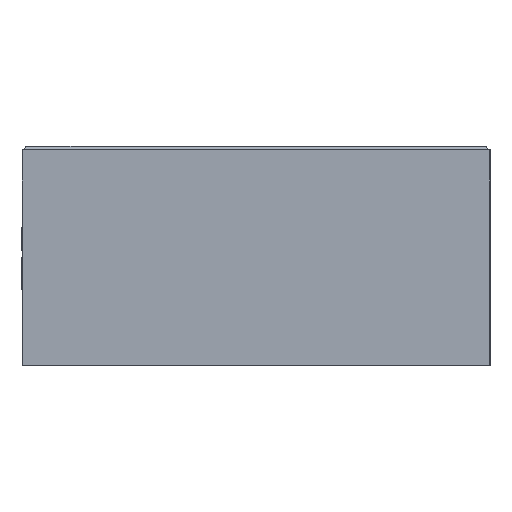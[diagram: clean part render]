
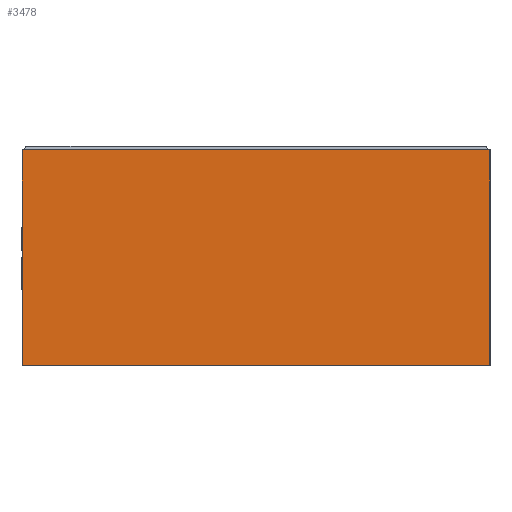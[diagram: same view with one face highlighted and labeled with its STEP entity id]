
A CAD part, left-side view. The second image highlights one B-rep face of the part: STEP entity #3478.
In plain terms, the highlighted planar face has unit normal (-1, 0, 0).
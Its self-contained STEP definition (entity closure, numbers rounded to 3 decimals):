
#183 = ORIENTED_EDGE ( 'NONE', *, *, #11483, .F. ) ;
#595 = CARTESIAN_POINT ( 'NONE',  ( -1., -0.65, 0. ) ) ;
#1630 = VECTOR ( 'NONE', #6662, 1000. ) ;
#1715 = VECTOR ( 'NONE', #7855, 1000. ) ;
#1900 = CARTESIAN_POINT ( 'NONE',  ( -1., -0.65, 0.6 ) ) ;
#2308 = DIRECTION ( 'NONE',  ( 1., 0., 0. ) ) ;
#2405 = AXIS2_PLACEMENT_3D ( 'NONE', #11240, #2308, #6298 ) ;
#2420 = VECTOR ( 'NONE', #8261, 1000. ) ;
#2436 = ORIENTED_EDGE ( 'NONE', *, *, #8043, .F. ) ;
#2756 = CARTESIAN_POINT ( 'NONE',  ( -1., 0.65, 0.6 ) ) ;
#2779 = ORIENTED_EDGE ( 'NONE', *, *, #8513, .T. ) ;
#2933 = CARTESIAN_POINT ( 'NONE',  ( -1., -0.65, 0. ) ) ;
#3207 = CARTESIAN_POINT ( 'NONE',  ( -1., -0.65, 0.6 ) ) ;
#3478 = ADVANCED_FACE ( 'NONE', ( #8142 ), #9128, .F. ) ;
#3491 = CARTESIAN_POINT ( 'NONE',  ( -1., 0.65, 0.6 ) ) ;
#4107 = LINE ( 'NONE', #8127, #5598 ) ;
#4302 = EDGE_CURVE ( 'NONE', #5903, #12159, #12657, .T. ) ;
#5422 = VERTEX_POINT ( 'NONE', #2933 ) ;
#5598 = VECTOR ( 'NONE', #7143, 1000. ) ;
#5903 = VERTEX_POINT ( 'NONE', #3491 ) ;
#6298 = DIRECTION ( 'NONE',  ( 0., 0., -1. ) ) ;
#6569 = ORIENTED_EDGE ( 'NONE', *, *, #4302, .T. ) ;
#6593 = LINE ( 'NONE', #595, #1630 ) ;
#6662 = DIRECTION ( 'NONE',  ( 0., -1., 0. ) ) ;
#7143 = DIRECTION ( 'NONE',  ( 0., 0., -1. ) ) ;
#7855 = DIRECTION ( 'NONE',  ( 0., 0., -1. ) ) ;
#8043 = EDGE_CURVE ( 'NONE', #9408, #5422, #4107, .T. ) ;
#8127 = CARTESIAN_POINT ( 'NONE',  ( -1., -0.65, 0.6 ) ) ;
#8142 = FACE_OUTER_BOUND ( 'NONE', #11224, .T. ) ;
#8261 = DIRECTION ( 'NONE',  ( 0., -1., 0. ) ) ;
#8513 = EDGE_CURVE ( 'NONE', #12159, #5422, #6593, .T. ) ;
#9128 = PLANE ( 'NONE',  #2405 ) ;
#9408 = VERTEX_POINT ( 'NONE', #1900 ) ;
#11224 = EDGE_LOOP ( 'NONE', ( #2779, #2436, #183, #6569 ) ) ;
#11240 = CARTESIAN_POINT ( 'NONE',  ( -1., -0.65, 0.6 ) ) ;
#11483 = EDGE_CURVE ( 'NONE', #5903, #9408, #12196, .T. ) ;
#12159 = VERTEX_POINT ( 'NONE', #12275 ) ;
#12196 = LINE ( 'NONE', #3207, #2420 ) ;
#12275 = CARTESIAN_POINT ( 'NONE',  ( -1., 0.65, 0. ) ) ;
#12657 = LINE ( 'NONE', #2756, #1715 ) ;
